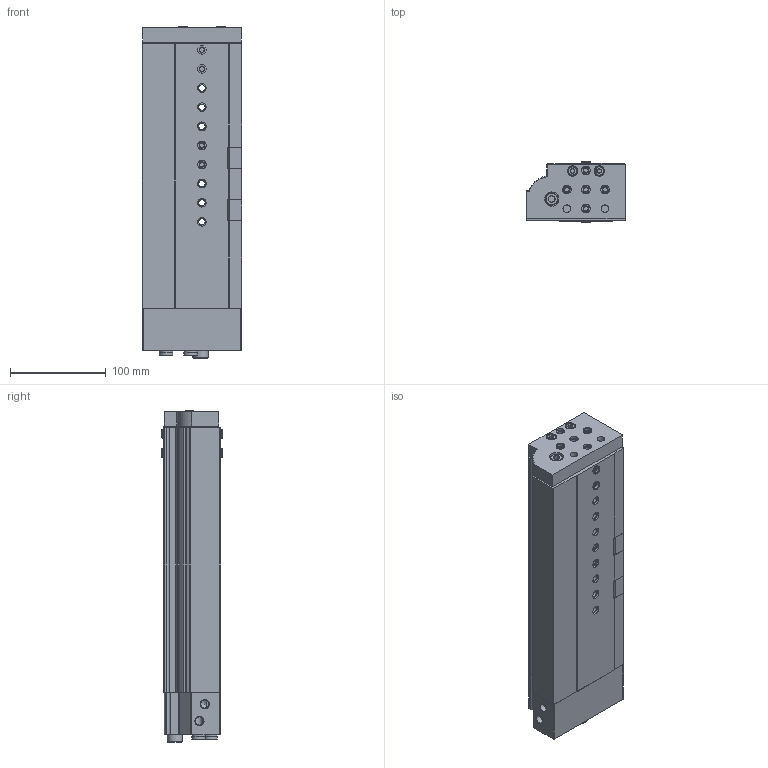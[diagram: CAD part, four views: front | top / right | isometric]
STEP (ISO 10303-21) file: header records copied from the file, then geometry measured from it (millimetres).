
FILE_DESCRIPTION(/* description */ ('STEP AP214'),/* implementation_level */ '2;1');
FILE_NAME(/* name */ '570211_DGSL-25-150-EA',/* time_stamp */ '2024-08-16T02:50:16+02:00',/* author */ ('License CC BY-ND 4.0'),/* organization */ ('CADENAS'),/* preprocessor_version */ 'ST-DEVELOPER v19.3',/* originating_system */ 'PARTsolutions',/* authorisation */ ' ');
FILE_SCHEMA (('AUTOMOTIVE_DESIGN {1 0 10303 214 3 1 1}'));
Length unit declared in the file: millimetre
Products named in the file (8): 570211 DGSL-25-150-EA---(0); DGSL-25---(150-0-0-40-zr); 1184690 DYEF-S-M16-Y1; 3568 B-1/8; 686789 DGSL-25-AS; 686805 DGSL-25-AS; DGSL-25---(150-0-JP); 8137184 ZBH-9-B
Assembly tree (14 placements, depth 2):
  570211 DGSL-25-150-EA---(0)
    DGSL-25---(150-0-0-40-zr)
    1184690 DYEF-S-M16-Y1  x2
    3568 B-1/8  x2
    686789 DGSL-25-AS
    686805 DGSL-25-AS
    DGSL-25---(150-0-JP)
    8137184 ZBH-9-B  x6
Bounding box: 104 x 63.59 x 347.3 mm (x, y, z)
Volume: 1518624.9 mm3; surface area: 275561 mm2
Topology: 14 solids, 14 shells, 728 faces, 1789 edges, 1166 vertices
Faces by surface type: plane 371, cylinder 267, cone 69, torus 21
Full cylindrical faces by diameter (mm): 3.242 x1, 4.917 x13, 6.6 x6, 6.647 x2, 7.8 x2, 8 x4, 8.4 x1, 8.566 x4, 9 x19, 9.728 x2, 10 x8, 11 x13, 11.2 x6, 12 x2, 12.6 x2, 13 x3, 14 x4, 14.07 x2, 14.917 x2, 15 x3, 16 x2, 32 x2
Entity records: 19138 total; most frequent: CARTESIAN_POINT 3369, DIRECTION 3351, ORIENTED_EDGE 2908, EDGE_CURVE 1454, AXIS2_PLACEMENT_3D 1261, VERTEX_POINT 1052, FACE_BOUND 956, EDGE_LOOP 949
